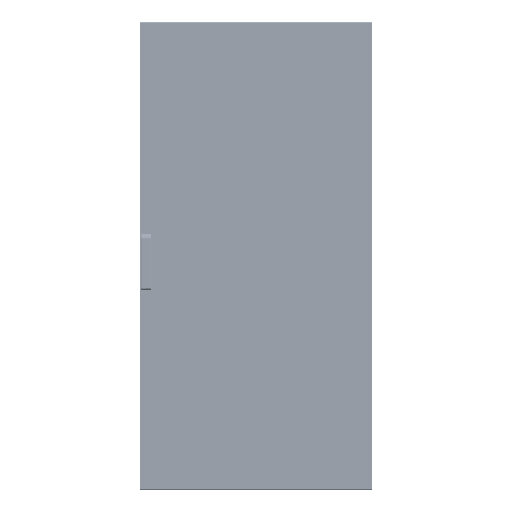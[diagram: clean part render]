
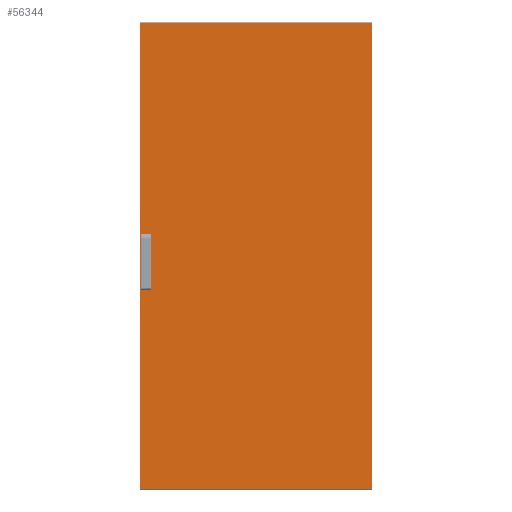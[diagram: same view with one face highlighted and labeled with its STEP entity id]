
A CAD part, top view. The second image highlights one B-rep face of the part: STEP entity #56344.
In plain terms, the highlighted planar face has unit normal (0, 0, 1).
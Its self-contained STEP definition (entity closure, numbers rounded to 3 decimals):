
#8244 = CARTESIAN_POINT ( 'NONE',  ( 394., 794.5, 0. ) ) ;
#8245 = CARTESIAN_POINT ( 'NONE',  ( 394., -794.5, 0. ) ) ;
#8247 = CARTESIAN_POINT ( 'NONE',  ( -394., -794.5, 0. ) ) ;
#8251 = CARTESIAN_POINT ( 'NONE',  ( -394., 794.5, 0. ) ) ;
#8252 = CARTESIAN_POINT ( 'NONE',  ( -371., -50., 0. ) ) ;
#8253 = CARTESIAN_POINT ( 'NONE',  ( -363., -50., 0. ) ) ;
#8254 = CARTESIAN_POINT ( 'NONE',  ( -363., 50., 0. ) ) ;
#8255 = CARTESIAN_POINT ( 'NONE',  ( -371., 50., 0. ) ) ;
#8256 = CARTESIAN_POINT ( 'NONE',  ( -371., 54.3, 0. ) ) ;
#8257 = CARTESIAN_POINT ( 'NONE',  ( -380., 54.3, 0. ) ) ;
#8258 = CARTESIAN_POINT ( 'NONE',  ( -388., -50., 0. ) ) ;
#8259 = CARTESIAN_POINT ( 'NONE',  ( -380., 50., 0. ) ) ;
#8260 = CARTESIAN_POINT ( 'NONE',  ( -371., -54.3, 0. ) ) ;
#8261 = CARTESIAN_POINT ( 'NONE',  ( -380., -50., 0. ) ) ;
#8275 = CARTESIAN_POINT ( 'NONE',  ( -380., -54.3, 0. ) ) ;
#8276 = CARTESIAN_POINT ( 'NONE',  ( -388., 50., 0. ) ) ;
#13605 = DIRECTION ( 'NONE',  ( 0., -1., 0. ) ) ;
#13607 = CARTESIAN_POINT ( 'NONE',  ( -388., 50., 0. ) ) ;
#13608 = CARTESIAN_POINT ( 'NONE',  ( -388., -50., 0. ) ) ;
#13609 = CARTESIAN_POINT ( 'NONE',  ( -380., -54.3, 0. ) ) ;
#13610 = CARTESIAN_POINT ( 'NONE',  ( -375.5, -54.3, 0. ) ) ;
#13611 = DIRECTION ( 'NONE',  ( 0., 0., 1. ) ) ;
#13612 = DIRECTION ( 'NONE',  ( 1., 0., 0. ) ) ;
#13613 = CARTESIAN_POINT ( 'NONE',  ( -388., 50., 0. ) ) ;
#13614 = DIRECTION ( 'NONE',  ( 1., 0., 0. ) ) ;
#13616 = DIRECTION ( 'NONE',  ( 0., -1., 0. ) ) ;
#13618 = DIRECTION ( 'NONE',  ( -1., 0., 0. ) ) ;
#13871 = DIRECTION ( 'NONE',  ( 0., -1., 0. ) ) ;
#13873 = CARTESIAN_POINT ( 'NONE',  ( -380., 50., 0. ) ) ;
#13876 = DIRECTION ( 'NONE',  ( 0., 1., 0. ) ) ;
#13878 = DIRECTION ( 'NONE',  ( -1., 0., 0. ) ) ;
#13880 = CARTESIAN_POINT ( 'NONE',  ( -371., 50., 0. ) ) ;
#13881 = CARTESIAN_POINT ( 'NONE',  ( -371., 50., 0. ) ) ;
#13883 = CARTESIAN_POINT ( 'NONE',  ( -375.5, 54.3, 0. ) ) ;
#13885 = DIRECTION ( 'NONE',  ( 0., 0., 1. ) ) ;
#13887 = DIRECTION ( 'NONE',  ( 1., 0., 0. ) ) ;
#13889 = DIRECTION ( 'NONE',  ( 0., 1., 0. ) ) ;
#13891 = CARTESIAN_POINT ( 'NONE',  ( -363., 50., 0. ) ) ;
#13893 = CARTESIAN_POINT ( 'NONE',  ( -371., -50., 0. ) ) ;
#13895 = DIRECTION ( 'NONE',  ( 1., 0., 0. ) ) ;
#13897 = DIRECTION ( 'NONE',  ( 0., 1., 0. ) ) ;
#13899 = CARTESIAN_POINT ( 'NONE',  ( -371., -54.3, 0. ) ) ;
#13900 = CARTESIAN_POINT ( 'NONE',  ( -394., 797.5, 0. ) ) ;
#13902 = CARTESIAN_POINT ( 'NONE',  ( -394., -794.5, 0. ) ) ;
#13904 = DIRECTION ( 'NONE',  ( 0., -1., 0. ) ) ;
#13908 = DIRECTION ( 'NONE',  ( 1., 0., 0. ) ) ;
#13911 = CARTESIAN_POINT ( 'NONE',  ( 394., -797.5, 0. ) ) ;
#13914 = DIRECTION ( 'NONE',  ( 0., 1., 0. ) ) ;
#13916 = CARTESIAN_POINT ( 'NONE',  ( 394., 794.5, 0. ) ) ;
#13918 = DIRECTION ( 'NONE',  ( -1., 0., 0. ) ) ;
#21042 = CARTESIAN_POINT ( 'NONE',  ( 0., 0., 0. ) ) ;
#21046 = PLANE ( 'NONE',  #35038 ) ;
#21051 = DIRECTION ( 'NONE',  ( 0., 0., 1. ) ) ;
#21052 = DIRECTION ( 'NONE',  ( 1., 0., 0. ) ) ;
#34198 = EDGE_CURVE ( 'NONE', #61135, #61121, #44017, .T. ) ;
#34277 = EDGE_CURVE ( 'NONE', #61122, #61135, #44019, .T. ) ;
#34352 = EDGE_CURVE ( 'NONE', #61119, #61122, #44039, .T. ) ;
#34370 = EDGE_CURVE ( 'NONE', #61136, #61119, #44041, .T. ) ;
#34371 = EDGE_CURVE ( 'NONE', #61120, #61136, #44045, .T. ) ;
#35038 = AXIS2_PLACEMENT_3D ( 'NONE', #21042, #21051, #21052 ) ;
#37114 = EDGE_CURVE ( 'NONE', #61118, #61120, #44056, .T. ) ;
#37136 = EDGE_CURVE ( 'NONE', #61117, #61118, #44057, .T. ) ;
#37151 = EDGE_CURVE ( 'NONE', #61116, #61117, #44060, .T. ) ;
#37174 = EDGE_CURVE ( 'NONE', #61115, #61116, #44062, .T. ) ;
#37346 = EDGE_CURVE ( 'NONE', #61114, #61115, #44067, .T. ) ;
#37359 = EDGE_CURVE ( 'NONE', #61113, #61114, #44048, .T. ) ;
#37518 = EDGE_CURVE ( 'NONE', #61121, #61113, #44071, .T. ) ;
#37540 = EDGE_CURVE ( 'NONE', #61112, #61108, #44075, .T. ) ;
#37541 = EDGE_CURVE ( 'NONE', #61108, #61106, #44052, .T. ) ;
#37542 = EDGE_CURVE ( 'NONE', #61106, #61105, #44083, .T. ) ;
#37543 = EDGE_CURVE ( 'NONE', #61105, #61112, #44087, .T. ) ;
#44017 = CIRCLE ( 'NONE', #55607, 4.5 ) ;
#44019 = LINE ( 'NONE', #13609, #44042 ) ;
#44039 = LINE ( 'NONE', #13608, #44046 ) ;
#44041 = LINE ( 'NONE', #13607, #44050 ) ;
#44042 = VECTOR ( 'NONE', #13605, 1000. ) ;
#44045 = LINE ( 'NONE', #13613, #44054 ) ;
#44046 = VECTOR ( 'NONE', #13614, 1000. ) ;
#44048 = LINE ( 'NONE', #13893, #44073 ) ;
#44050 = VECTOR ( 'NONE', #13616, 1000. ) ;
#44052 = LINE ( 'NONE', #13902, #44085 ) ;
#44054 = VECTOR ( 'NONE', #13618, 1000. ) ;
#44056 = LINE ( 'NONE', #13873, #44058 ) ;
#44057 = CIRCLE ( 'NONE', #55608, 4.5 ) ;
#44058 = VECTOR ( 'NONE', #13871, 1000. ) ;
#44060 = LINE ( 'NONE', #13880, #44064 ) ;
#44062 = LINE ( 'NONE', #13881, #44068 ) ;
#44064 = VECTOR ( 'NONE', #13876, 1000. ) ;
#44067 = LINE ( 'NONE', #13891, #44069 ) ;
#44068 = VECTOR ( 'NONE', #13878, 1000. ) ;
#44069 = VECTOR ( 'NONE', #13889, 1000. ) ;
#44071 = LINE ( 'NONE', #13899, #44078 ) ;
#44073 = VECTOR ( 'NONE', #13895, 1000. ) ;
#44075 = LINE ( 'NONE', #13900, #44081 ) ;
#44078 = VECTOR ( 'NONE', #13897, 1000. ) ;
#44081 = VECTOR ( 'NONE', #13904, 1000. ) ;
#44083 = LINE ( 'NONE', #13911, #44089 ) ;
#44085 = VECTOR ( 'NONE', #13908, 1000. ) ;
#44087 = LINE ( 'NONE', #13916, #44093 ) ;
#44089 = VECTOR ( 'NONE', #13914, 1000. ) ;
#44093 = VECTOR ( 'NONE', #13918, 1000. ) ;
#50812 = FACE_BOUND ( 'NONE', #66113, .T. ) ;
#50834 = FACE_OUTER_BOUND ( 'NONE', #66114, .T. ) ;
#55607 = AXIS2_PLACEMENT_3D ( 'NONE', #13610, #13611, #13612 ) ;
#55608 = AXIS2_PLACEMENT_3D ( 'NONE', #13883, #13885, #13887 ) ;
#56344 = ADVANCED_FACE ( 'NONE', ( #50812, #50834 ), #21046, .T. ) ;
#61105 = VERTEX_POINT ( 'NONE', #8244 ) ;
#61106 = VERTEX_POINT ( 'NONE', #8245 ) ;
#61108 = VERTEX_POINT ( 'NONE', #8247 ) ;
#61112 = VERTEX_POINT ( 'NONE', #8251 ) ;
#61113 = VERTEX_POINT ( 'NONE', #8252 ) ;
#61114 = VERTEX_POINT ( 'NONE', #8253 ) ;
#61115 = VERTEX_POINT ( 'NONE', #8254 ) ;
#61116 = VERTEX_POINT ( 'NONE', #8255 ) ;
#61117 = VERTEX_POINT ( 'NONE', #8256 ) ;
#61118 = VERTEX_POINT ( 'NONE', #8257 ) ;
#61119 = VERTEX_POINT ( 'NONE', #8258 ) ;
#61120 = VERTEX_POINT ( 'NONE', #8259 ) ;
#61121 = VERTEX_POINT ( 'NONE', #8260 ) ;
#61122 = VERTEX_POINT ( 'NONE', #8261 ) ;
#61135 = VERTEX_POINT ( 'NONE', #8275 ) ;
#61136 = VERTEX_POINT ( 'NONE', #8276 ) ;
#65291 = ORIENTED_EDGE ( 'NONE', *, *, #34198, .F. ) ;
#65292 = ORIENTED_EDGE ( 'NONE', *, *, #34277, .F. ) ;
#65293 = ORIENTED_EDGE ( 'NONE', *, *, #34352, .F. ) ;
#65294 = ORIENTED_EDGE ( 'NONE', *, *, #34370, .F. ) ;
#65295 = ORIENTED_EDGE ( 'NONE', *, *, #34371, .F. ) ;
#65296 = ORIENTED_EDGE ( 'NONE', *, *, #37114, .F. ) ;
#65297 = ORIENTED_EDGE ( 'NONE', *, *, #37136, .F. ) ;
#65298 = ORIENTED_EDGE ( 'NONE', *, *, #37151, .F. ) ;
#65299 = ORIENTED_EDGE ( 'NONE', *, *, #37174, .F. ) ;
#65300 = ORIENTED_EDGE ( 'NONE', *, *, #37346, .F. ) ;
#65301 = ORIENTED_EDGE ( 'NONE', *, *, #37359, .F. ) ;
#65302 = ORIENTED_EDGE ( 'NONE', *, *, #37518, .F. ) ;
#65303 = ORIENTED_EDGE ( 'NONE', *, *, #37540, .T. ) ;
#65304 = ORIENTED_EDGE ( 'NONE', *, *, #37541, .T. ) ;
#65305 = ORIENTED_EDGE ( 'NONE', *, *, #37542, .T. ) ;
#65306 = ORIENTED_EDGE ( 'NONE', *, *, #37543, .T. ) ;
#66113 = EDGE_LOOP ( 'NONE', ( #65291, #65292, #65293, #65294, #65295, #65296, #65297, #65298, #65299, #65300, #65301, #65302 ) ) ;
#66114 = EDGE_LOOP ( 'NONE', ( #65303, #65304, #65305, #65306 ) ) ;
